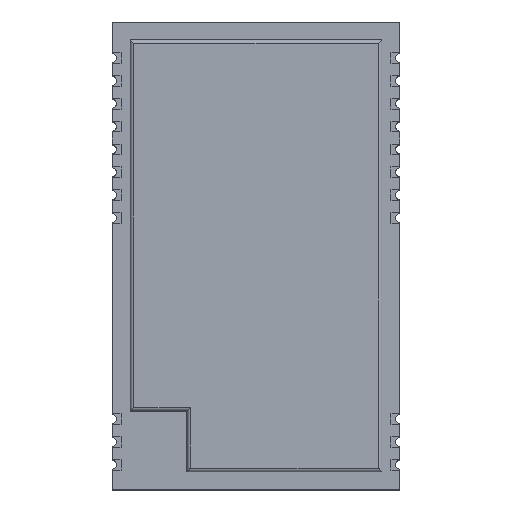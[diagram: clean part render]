
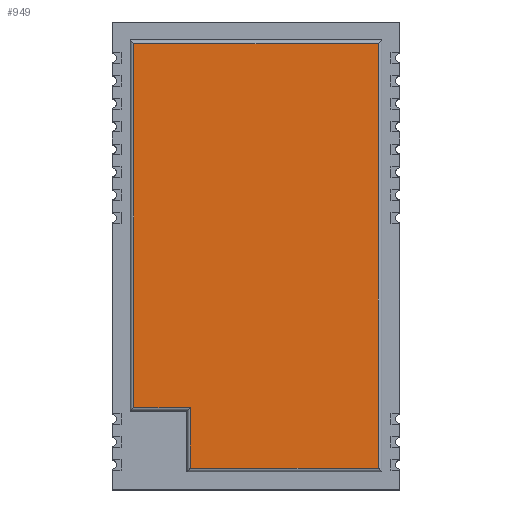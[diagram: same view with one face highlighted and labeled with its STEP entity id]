
A CAD part, top view. The second image highlights one B-rep face of the part: STEP entity #949.
In plain terms, the highlighted planar face has unit normal (0, 0, 1).
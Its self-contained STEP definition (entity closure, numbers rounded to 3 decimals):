
#949=ADVANCED_FACE('',(#2904),#2906,.T.);
#2904=FACE_BOUND('',#2905,.T.);
#2905=EDGE_LOOP('',(#4550,#4551,#4552,#4553,#4554,#4555));
#2906=PLANE('',#2907);
#2907=AXIS2_PLACEMENT_3D('',#2908,#2909,#2910);
#2908=CARTESIAN_POINT('',(0.,0.,3.2));
#2909=DIRECTION('',(0.,0.,1.));
#2910=DIRECTION('',(1.,0.,0.));
#4550=ORIENTED_EDGE('',*,*,#5758,.T.);
#4551=ORIENTED_EDGE('',*,*,#5759,.T.);
#4552=ORIENTED_EDGE('',*,*,#5760,.T.);
#4553=ORIENTED_EDGE('',*,*,#5761,.T.);
#4554=ORIENTED_EDGE('',*,*,#5762,.T.);
#4555=ORIENTED_EDGE('',*,*,#5763,.T.);
#5758=EDGE_CURVE('',#6832,#6833,#6834,.T.);
#5759=EDGE_CURVE('',#6833,#6835,#6836,.T.);
#5760=EDGE_CURVE('',#6835,#6837,#6838,.T.);
#5761=EDGE_CURVE('',#6837,#6839,#6840,.T.);
#5762=EDGE_CURVE('',#6839,#6841,#6842,.T.);
#5763=EDGE_CURVE('',#6841,#6832,#6843,.T.);
#6832=VERTEX_POINT('',#8940);
#6833=VERTEX_POINT('',#8941);
#6834=LINE('',#8942,#8943);
#6835=VERTEX_POINT('',#8945);
#6836=LINE('',#8946,#8947);
#6837=VERTEX_POINT('',#8949);
#6838=LINE('',#8950,#8951);
#6839=VERTEX_POINT('',#8953);
#6840=LINE('',#8954,#8955);
#6841=VERTEX_POINT('',#8957);
#6842=LINE('',#8958,#8959);
#6843=LINE('',#8961,#8962);
#8940=CARTESIAN_POINT('',(-3.64,-8.422,3.2));
#8941=CARTESIAN_POINT('',(-3.64,-11.8,3.2));
#8942=CARTESIAN_POINT('',(-3.64,-8.422,3.2));
#8943=VECTOR('',#8944,1.);
#8944=DIRECTION('',(0.,-1.,0.));
#8945=CARTESIAN_POINT('',(6.8,-11.8,3.2));
#8946=CARTESIAN_POINT('',(-3.64,-11.8,3.2));
#8947=VECTOR('',#8948,1.);
#8948=DIRECTION('',(1.,0.,0.));
#8949=CARTESIAN_POINT('',(6.8,11.8,3.2));
#8950=CARTESIAN_POINT('',(6.8,-11.8,3.2));
#8951=VECTOR('',#8952,1.);
#8952=DIRECTION('',(0.,1.,0.));
#8953=CARTESIAN_POINT('',(-6.8,11.8,3.2));
#8954=CARTESIAN_POINT('',(6.8,11.8,3.2));
#8955=VECTOR('',#8956,1.);
#8956=DIRECTION('',(-1.,0.,0.));
#8957=CARTESIAN_POINT('',(-6.8,-8.422,3.2));
#8958=CARTESIAN_POINT('',(-6.8,11.8,3.2));
#8959=VECTOR('',#8960,1.);
#8960=DIRECTION('',(0.,-1.,0.));
#8961=CARTESIAN_POINT('',(-6.8,-8.422,3.2));
#8962=VECTOR('',#8963,1.);
#8963=DIRECTION('',(1.,0.,0.));
